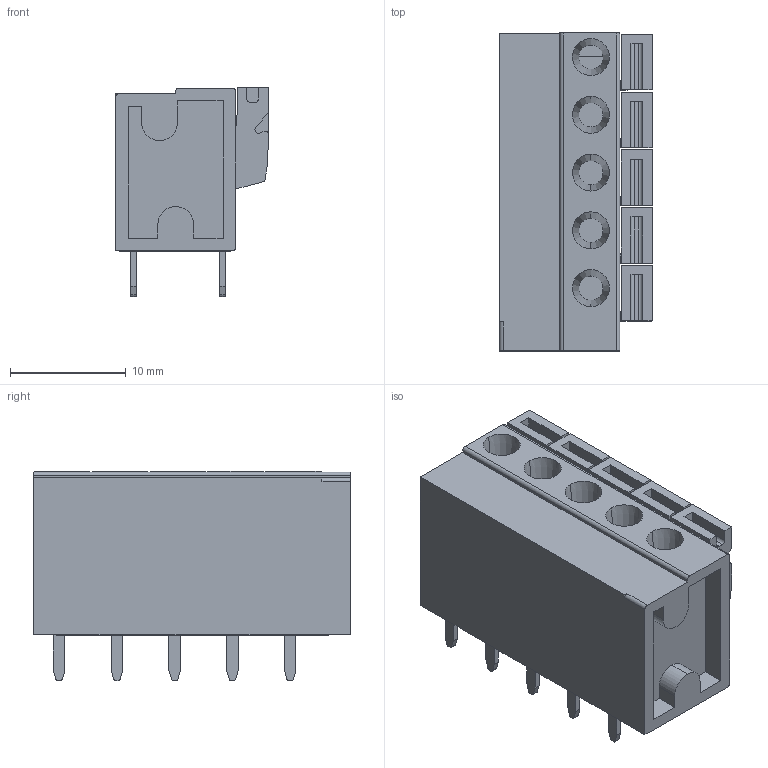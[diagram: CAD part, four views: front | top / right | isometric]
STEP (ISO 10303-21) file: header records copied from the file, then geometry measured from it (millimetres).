
FILE_DESCRIPTION(('STEP AP242'),'1');
FILE_NAME('20020302g051b01lf.stp','2020-12-13T04:20:22',('TraceParts'),('TraceParts S.A.'),'Spatial InterOp 3D',' ',' ');
FILE_SCHEMA(('AP242_MANAGED_MODEL_BASED_3D_ENGINEERING_MIM_LF {1 0 10303 442 1 1 4}'));
Length unit declared in the file: millimetre
Products named in the file (1): 20020302g051b01lf
Bounding box: 13.22 x 27.5 x 18.11 mm (x, y, z)
Volume: 3954.8 mm3; surface area: 2737.4 mm2
Topology: 1 solids, 1 shells, 358 faces, 976 edges, 642 vertices
Faces by surface type: plane 258, cylinder 78, torus 12, cone 10
Entity records: 11247 total; most frequent: CARTESIAN_POINT 1977, ORIENTED_EDGE 1952, DIRECTION 1894, EDGE_CURVE 976, LINE 776, VECTOR 776, VERTEX_POINT 642, AXIS2_PLACEMENT_3D 559
